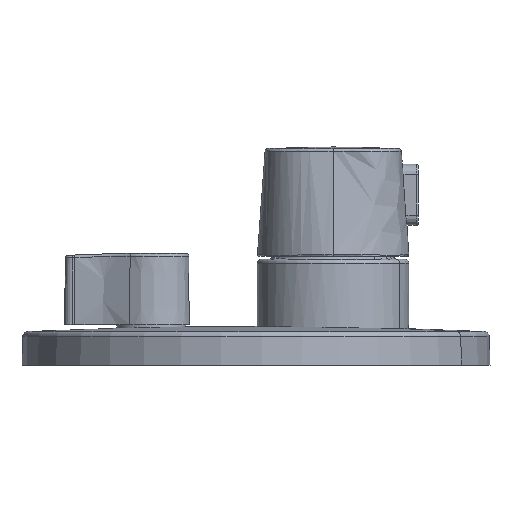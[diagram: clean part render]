
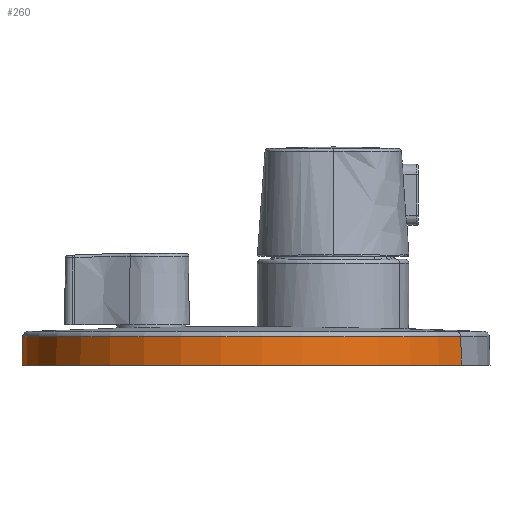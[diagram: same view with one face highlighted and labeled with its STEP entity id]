
A CAD part, left-side view. The second image highlights one B-rep face of the part: STEP entity #260.
In plain terms, the highlighted conical face has half-angle 1.5 degrees and reference radius 84.697 mm.
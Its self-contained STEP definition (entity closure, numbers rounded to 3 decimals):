
#33 = DIRECTION ( 'NONE',  ( 0., 0., -1. ) ) ;
#199 = EDGE_CURVE ( 'NONE', #385, #3008, #3837, .T. ) ;
#207 = VECTOR ( 'NONE', #382, 1000. ) ;
#217 = AXIS2_PLACEMENT_3D ( 'NONE', #4245, #1439, #3103 ) ;
#258 = FACE_OUTER_BOUND ( 'NONE', #1507, .T. ) ;
#260 = ADVANCED_FACE ( 'NONE', ( #258 ), #1037, .T. ) ;
#382 = DIRECTION ( 'NONE',  ( 0.013, 0.023, -1. ) ) ;
#385 = VERTEX_POINT ( 'NONE', #653 ) ;
#587 = VECTOR ( 'NONE', #2682, 1000. ) ;
#652 = EDGE_CURVE ( 'NONE', #3600, #2366, #1208, .T. ) ;
#653 = CARTESIAN_POINT ( 'NONE',  ( 15.101, 7.772, 137.69 ) ) ;
#672 = EDGE_CURVE ( 'NONE', #2366, #3008, #1994, .T. ) ;
#1037 = CONICAL_SURFACE ( 'NONE', #217, 84.696, 0.026 ) ;
#1072 = ORIENTED_EDGE ( 'NONE', *, *, #672, .T. ) ;
#1143 = DIRECTION ( 'NONE',  ( 1., 0., 0. ) ) ;
#1208 = CIRCLE ( 'NONE', #2615, 84.745 ) ;
#1439 = DIRECTION ( 'NONE',  ( 0., 0., -1. ) ) ;
#1507 = EDGE_LOOP ( 'NONE', ( #2485, #3482, #1072, #1777 ) ) ;
#1777 = ORIENTED_EDGE ( 'NONE', *, *, #199, .F. ) ;
#1982 = AXIS2_PLACEMENT_3D ( 'NONE', #2052, #3224, #1143 ) ;
#1994 = LINE ( 'NONE', #2384, #207 ) ;
#2049 = CARTESIAN_POINT ( 'NONE',  ( 55.859, 82.378, 147.93 ) ) ;
#2052 = CARTESIAN_POINT ( 'NONE',  ( 55.859, 82.378, 137.69 ) ) ;
#2117 = CARTESIAN_POINT ( 'NONE',  ( 96.488, 156.749, 147.93 ) ) ;
#2322 = CARTESIAN_POINT ( 'NONE',  ( 15.23, 8.007, 147.93 ) ) ;
#2366 = VERTEX_POINT ( 'NONE', #2117 ) ;
#2369 = DIRECTION ( 'NONE',  ( 1., 0., 0. ) ) ;
#2384 = CARTESIAN_POINT ( 'NONE',  ( 96.464, 156.706, 149.793 ) ) ;
#2485 = ORIENTED_EDGE ( 'NONE', *, *, #2673, .F. ) ;
#2615 = AXIS2_PLACEMENT_3D ( 'NONE', #2049, #33, #2369 ) ;
#2673 = EDGE_CURVE ( 'NONE', #3600, #385, #2949, .T. ) ;
#2682 = DIRECTION ( 'NONE',  ( -0.013, -0.023, -1. ) ) ;
#2949 = LINE ( 'NONE', #2999, #587 ) ;
#2999 = CARTESIAN_POINT ( 'NONE',  ( 15.253, 8.05, 149.793 ) ) ;
#3008 = VERTEX_POINT ( 'NONE', #3184 ) ;
#3103 = DIRECTION ( 'NONE',  ( 0.479, 0.878, 0. ) ) ;
#3184 = CARTESIAN_POINT ( 'NONE',  ( 96.616, 156.984, 137.69 ) ) ;
#3224 = DIRECTION ( 'NONE',  ( 0., 0., -1. ) ) ;
#3482 = ORIENTED_EDGE ( 'NONE', *, *, #652, .T. ) ;
#3600 = VERTEX_POINT ( 'NONE', #2322 ) ;
#3837 = CIRCLE ( 'NONE', #1982, 85.013 ) ;
#4245 = CARTESIAN_POINT ( 'NONE',  ( 55.859, 82.378, 149.793 ) ) ;
